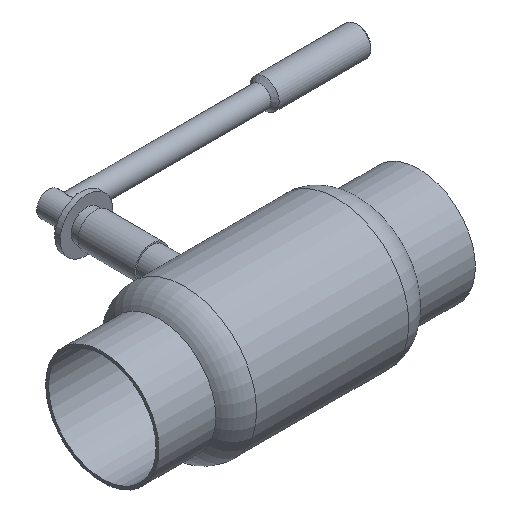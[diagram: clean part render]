
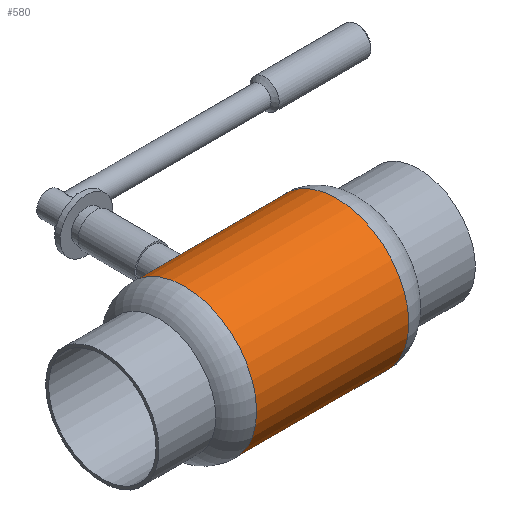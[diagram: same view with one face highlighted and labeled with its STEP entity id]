
A CAD part, isometric view. The second image highlights one B-rep face of the part: STEP entity #580.
In plain terms, the highlighted cylindrical face has radius 89 mm (diameter 178 mm), a full revolution.
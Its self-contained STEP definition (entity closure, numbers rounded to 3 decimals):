
#19=B_SPLINE_CURVE_WITH_KNOTS('',3,(#1032,#1033,#1034,#1035,#1036,#1037,
#1038,#1039,#1040,#1041,#1042,#1043,#1044,#1045,#1046,#1047,#1048,#1049),
 .UNSPECIFIED.,.F.,.F.,(4,2,2,2,2,2,2,2,4),(0.,0.483,0.966,
1.45,1.933,2.404,2.875,3.346,
3.818),.UNSPECIFIED.);
#20=B_SPLINE_CURVE_WITH_KNOTS('',3,(#1051,#1052,#1053,#1054,#1055,#1056,
#1057,#1058,#1059,#1060,#1061,#1062,#1063,#1064,#1065,#1066,#1067,#1068),
 .UNSPECIFIED.,.F.,.F.,(4,2,2,2,2,2,2,2,4),(11.453,11.924,
12.396,12.867,13.338,13.821,14.305,
14.788,15.271),.UNSPECIFIED.);
#21=B_SPLINE_CURVE_WITH_KNOTS('',3,(#1069,#1070,#1071,#1072,#1073,#1074,
#1075,#1076,#1077,#1078,#1079,#1080,#1081,#1082,#1083,#1084,#1085,#1086,
#1087,#1088,#1089,#1090,#1091,#1092,#1093,#1094,#1095,#1096,#1097,#1098,
#1099,#1100,#1101,#1102),.UNSPECIFIED.,.F.,.F.,(4,2,2,2,2,2,2,2,2,2,2,2,
2,2,2,2,4),(3.818,4.289,4.76,5.231,
5.703,6.186,6.669,7.152,7.635,
8.119,8.602,9.085,9.568,10.039,
10.511,10.982,11.453),.UNSPECIFIED.);
#55=CYLINDRICAL_SURFACE('',#678,89.);
#84=FACE_OUTER_BOUND('',#123,.T.);
#123=EDGE_LOOP('',(#519,#520,#521,#522,#523,#524,#525,#526,#527,#528,#529,
#530,#531));
#149=LINE('',#1179,#173);
#150=LINE('',#1180,#174);
#173=VECTOR('',#870,89.);
#174=VECTOR('',#871,89.);
#219=CIRCLE('',#674,89.);
#220=CIRCLE('',#675,89.);
#222=CIRCLE('',#677,89.);
#223=CIRCLE('',#679,89.);
#224=CIRCLE('',#680,89.);
#225=CIRCLE('',#681,89.);
#259=VERTEX_POINT('',#1030);
#260=VERTEX_POINT('',#1031);
#261=VERTEX_POINT('',#1050);
#284=VERTEX_POINT('',#1165);
#285=VERTEX_POINT('',#1166);
#286=VERTEX_POINT('',#1168);
#287=VERTEX_POINT('',#1173);
#288=VERTEX_POINT('',#1174);
#289=VERTEX_POINT('',#1176);
#332=EDGE_CURVE('',#259,#260,#19,.T.);
#333=EDGE_CURVE('',#261,#259,#20,.T.);
#334=EDGE_CURVE('',#260,#261,#21,.T.);
#364=EDGE_CURVE('',#284,#285,#219,.T.);
#365=EDGE_CURVE('',#286,#284,#220,.T.);
#367=EDGE_CURVE('',#285,#286,#222,.T.);
#368=EDGE_CURVE('',#287,#288,#223,.T.);
#369=EDGE_CURVE('',#289,#287,#224,.T.);
#370=EDGE_CURVE('',#288,#289,#225,.T.);
#371=EDGE_CURVE('',#288,#260,#149,.T.);
#372=EDGE_CURVE('',#261,#285,#150,.T.);
#519=ORIENTED_EDGE('',*,*,#368,.F.);
#520=ORIENTED_EDGE('',*,*,#369,.F.);
#521=ORIENTED_EDGE('',*,*,#370,.F.);
#522=ORIENTED_EDGE('',*,*,#371,.T.);
#523=ORIENTED_EDGE('',*,*,#334,.T.);
#524=ORIENTED_EDGE('',*,*,#372,.T.);
#525=ORIENTED_EDGE('',*,*,#367,.T.);
#526=ORIENTED_EDGE('',*,*,#365,.T.);
#527=ORIENTED_EDGE('',*,*,#364,.T.);
#528=ORIENTED_EDGE('',*,*,#372,.F.);
#529=ORIENTED_EDGE('',*,*,#333,.T.);
#530=ORIENTED_EDGE('',*,*,#332,.T.);
#531=ORIENTED_EDGE('',*,*,#371,.F.);
#580=ADVANCED_FACE('',(#84),#55,.T.);
#674=AXIS2_PLACEMENT_3D('',#1167,#854,#855);
#675=AXIS2_PLACEMENT_3D('',#1169,#856,#857);
#677=AXIS2_PLACEMENT_3D('',#1171,#860,#861);
#678=AXIS2_PLACEMENT_3D('',#1172,#862,#863);
#679=AXIS2_PLACEMENT_3D('',#1175,#864,#865);
#680=AXIS2_PLACEMENT_3D('',#1177,#866,#867);
#681=AXIS2_PLACEMENT_3D('',#1178,#868,#869);
#854=DIRECTION('center_axis',(-1.,0.,0.));
#855=DIRECTION('ref_axis',(0.,0.,1.));
#856=DIRECTION('center_axis',(-1.,0.,0.));
#857=DIRECTION('ref_axis',(0.,0.,1.));
#860=DIRECTION('center_axis',(-1.,0.,0.));
#861=DIRECTION('ref_axis',(0.,0.,1.));
#862=DIRECTION('center_axis',(-1.,0.,0.));
#863=DIRECTION('ref_axis',(0.,-1.,0.));
#864=DIRECTION('center_axis',(-1.,0.,0.));
#865=DIRECTION('ref_axis',(0.,0.,1.));
#866=DIRECTION('center_axis',(-1.,0.,0.));
#867=DIRECTION('ref_axis',(0.,0.,1.));
#868=DIRECTION('center_axis',(-1.,0.,0.));
#869=DIRECTION('ref_axis',(0.,0.,1.));
#870=DIRECTION('',(1.,0.,0.));
#871=DIRECTION('',(1.,0.,0.));
#1030=CARTESIAN_POINT('',(0.,84.999,26.385));
#1031=CARTESIAN_POINT('',(-23.923,89.,0.));
#1032=CARTESIAN_POINT('Ctrl Pts',(0.,84.999,
26.385));
#1033=CARTESIAN_POINT('Ctrl Pts',(-1.611,84.999,26.385));
#1034=CARTESIAN_POINT('Ctrl Pts',(-3.259,85.057,26.2));
#1035=CARTESIAN_POINT('Ctrl Pts',(-6.502,85.287,25.443));
#1036=CARTESIAN_POINT('Ctrl Pts',(-8.097,85.457,24.872));
#1037=CARTESIAN_POINT('Ctrl Pts',(-11.118,85.874,23.394));
#1038=CARTESIAN_POINT('Ctrl Pts',(-12.548,86.12,22.485));
#1039=CARTESIAN_POINT('Ctrl Pts',(-15.162,86.632,20.421));
#1040=CARTESIAN_POINT('Ctrl Pts',(-16.346,86.898,19.266));
#1041=CARTESIAN_POINT('Ctrl Pts',(-18.388,87.393,16.877));
#1042=CARTESIAN_POINT('Ctrl Pts',(-19.326,87.64,15.563));
#1043=CARTESIAN_POINT('Ctrl Pts',(-20.971,88.096,12.733));
#1044=CARTESIAN_POINT('Ctrl Pts',(-21.678,88.304,11.217));
#1045=CARTESIAN_POINT('Ctrl Pts',(-22.809,88.647,8.079));
#1046=CARTESIAN_POINT('Ctrl Pts',(-23.235,88.781,6.453));
#1047=CARTESIAN_POINT('Ctrl Pts',(-23.792,88.957,3.199));
#1048=CARTESIAN_POINT('Ctrl Pts',(-23.923,89.,1.571));
#1049=CARTESIAN_POINT('Ctrl Pts',(-23.923,89.,0.));
#1050=CARTESIAN_POINT('',(23.923,89.,0.));
#1051=CARTESIAN_POINT('Ctrl Pts',(23.923,89.,0.));
#1052=CARTESIAN_POINT('Ctrl Pts',(23.923,89.,1.571));
#1053=CARTESIAN_POINT('Ctrl Pts',(23.792,88.957,3.199));
#1054=CARTESIAN_POINT('Ctrl Pts',(23.235,88.781,6.453));
#1055=CARTESIAN_POINT('Ctrl Pts',(22.809,88.647,8.079));
#1056=CARTESIAN_POINT('Ctrl Pts',(21.678,88.304,11.217));
#1057=CARTESIAN_POINT('Ctrl Pts',(20.971,88.096,12.733));
#1058=CARTESIAN_POINT('Ctrl Pts',(19.326,87.64,15.563));
#1059=CARTESIAN_POINT('Ctrl Pts',(18.388,87.393,16.877));
#1060=CARTESIAN_POINT('Ctrl Pts',(16.346,86.898,19.266));
#1061=CARTESIAN_POINT('Ctrl Pts',(15.162,86.632,20.421));
#1062=CARTESIAN_POINT('Ctrl Pts',(12.548,86.12,22.485));
#1063=CARTESIAN_POINT('Ctrl Pts',(11.118,85.874,23.394));
#1064=CARTESIAN_POINT('Ctrl Pts',(8.097,85.457,24.872));
#1065=CARTESIAN_POINT('Ctrl Pts',(6.502,85.287,25.443));
#1066=CARTESIAN_POINT('Ctrl Pts',(3.259,85.057,26.2));
#1067=CARTESIAN_POINT('Ctrl Pts',(1.611,84.999,26.385));
#1068=CARTESIAN_POINT('Ctrl Pts',(0.,84.999,
26.385));
#1069=CARTESIAN_POINT('Ctrl Pts',(-23.923,89.,0.));
#1070=CARTESIAN_POINT('Ctrl Pts',(-23.923,89.,-1.571));
#1071=CARTESIAN_POINT('Ctrl Pts',(-23.792,88.957,-3.199));
#1072=CARTESIAN_POINT('Ctrl Pts',(-23.235,88.781,-6.453));
#1073=CARTESIAN_POINT('Ctrl Pts',(-22.809,88.647,-8.079));
#1074=CARTESIAN_POINT('Ctrl Pts',(-21.678,88.304,-11.217));
#1075=CARTESIAN_POINT('Ctrl Pts',(-20.971,88.096,-12.733));
#1076=CARTESIAN_POINT('Ctrl Pts',(-19.326,87.64,-15.563));
#1077=CARTESIAN_POINT('Ctrl Pts',(-18.388,87.393,-16.877));
#1078=CARTESIAN_POINT('Ctrl Pts',(-16.346,86.898,-19.266));
#1079=CARTESIAN_POINT('Ctrl Pts',(-15.162,86.632,-20.421));
#1080=CARTESIAN_POINT('Ctrl Pts',(-12.548,86.12,-22.485));
#1081=CARTESIAN_POINT('Ctrl Pts',(-11.118,85.874,-23.394));
#1082=CARTESIAN_POINT('Ctrl Pts',(-8.097,85.457,-24.872));
#1083=CARTESIAN_POINT('Ctrl Pts',(-6.502,85.287,-25.443));
#1084=CARTESIAN_POINT('Ctrl Pts',(-3.259,85.057,-26.2));
#1085=CARTESIAN_POINT('Ctrl Pts',(-1.611,84.999,-26.385));
#1086=CARTESIAN_POINT('Ctrl Pts',(1.611,84.999,-26.385));
#1087=CARTESIAN_POINT('Ctrl Pts',(3.259,85.057,-26.2));
#1088=CARTESIAN_POINT('Ctrl Pts',(6.502,85.287,-25.443));
#1089=CARTESIAN_POINT('Ctrl Pts',(8.097,85.457,-24.872));
#1090=CARTESIAN_POINT('Ctrl Pts',(11.118,85.874,-23.394));
#1091=CARTESIAN_POINT('Ctrl Pts',(12.548,86.12,-22.485));
#1092=CARTESIAN_POINT('Ctrl Pts',(15.162,86.632,-20.421));
#1093=CARTESIAN_POINT('Ctrl Pts',(16.346,86.898,-19.266));
#1094=CARTESIAN_POINT('Ctrl Pts',(18.388,87.393,-16.877));
#1095=CARTESIAN_POINT('Ctrl Pts',(19.326,87.64,-15.563));
#1096=CARTESIAN_POINT('Ctrl Pts',(20.971,88.096,-12.733));
#1097=CARTESIAN_POINT('Ctrl Pts',(21.678,88.304,-11.217));
#1098=CARTESIAN_POINT('Ctrl Pts',(22.809,88.647,-8.079));
#1099=CARTESIAN_POINT('Ctrl Pts',(23.235,88.781,-6.453));
#1100=CARTESIAN_POINT('Ctrl Pts',(23.792,88.957,-3.199));
#1101=CARTESIAN_POINT('Ctrl Pts',(23.923,89.,-1.571));
#1102=CARTESIAN_POINT('Ctrl Pts',(23.923,89.,0.));
#1165=CARTESIAN_POINT('',(93.795,-89.,0.));
#1166=CARTESIAN_POINT('',(93.795,89.,0.));
#1167=CARTESIAN_POINT('Origin',(93.795,0.,0.));
#1168=CARTESIAN_POINT('',(93.795,0.,-89.));
#1169=CARTESIAN_POINT('Origin',(93.795,0.,0.));
#1171=CARTESIAN_POINT('Origin',(93.795,0.,0.));
#1172=CARTESIAN_POINT('Origin',(0.,0.,0.));
#1173=CARTESIAN_POINT('',(-93.795,-89.,0.));
#1174=CARTESIAN_POINT('',(-93.795,89.,0.));
#1175=CARTESIAN_POINT('Origin',(-93.795,0.,0.));
#1176=CARTESIAN_POINT('',(-93.795,0.,-89.));
#1177=CARTESIAN_POINT('Origin',(-93.795,0.,0.));
#1178=CARTESIAN_POINT('Origin',(-93.795,0.,0.));
#1179=CARTESIAN_POINT('',(0.,89.,0.));
#1180=CARTESIAN_POINT('',(0.,89.,0.));
